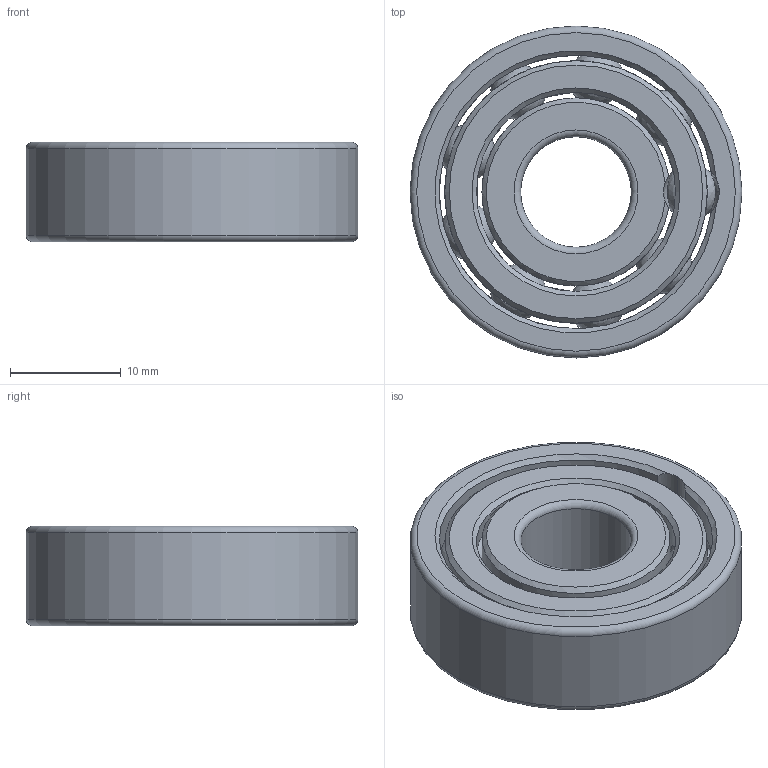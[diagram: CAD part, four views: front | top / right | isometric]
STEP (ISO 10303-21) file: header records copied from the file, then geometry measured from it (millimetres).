
FILE_DESCRIPTION(('FreeCAD Model'),'2;1');
FILE_NAME('DIN325_BallBearing.step','2020-08-13T20:20:54',( 'Author'),(''),'Open CASCADE STEP processor 7.3','FreeCAD','Unknown' );
FILE_SCHEMA(('CONFIG_CONTROL_DESIGN','SHAPE_APPEARANCE_LAYER_MIM'));
Length unit declared in the file: millimetre
Products named in the file (1): DIN325_BallBearing
Bounding box: 30 x 30 x 9 mm (x, y, z)
Volume: 4731.1 mm3; surface area: 5419.6 mm2
Topology: 13 solids, 13 shells, 117 faces, 317 edges, 206 vertices
Faces by surface type: plane 42, cylinder 31, sphere 30, cone 8, torus 6
Full cylindrical faces by diameter (mm): 1 x9, 1.4 x9, 10 x1, 17 x1, 18 x2, 23.72 x2, 24.72 x1, 30 x1
Entity records: 7766 total; most frequent: CARTESIAN_POINT 4108, DIRECTION 607, ORIENTED_EDGE 544, AXIS2_PLACEMENT_3D 285, EDGE_CURVE 272, VERTEX_POINT 197, CIRCLE 167, FACE_BOUND 141
